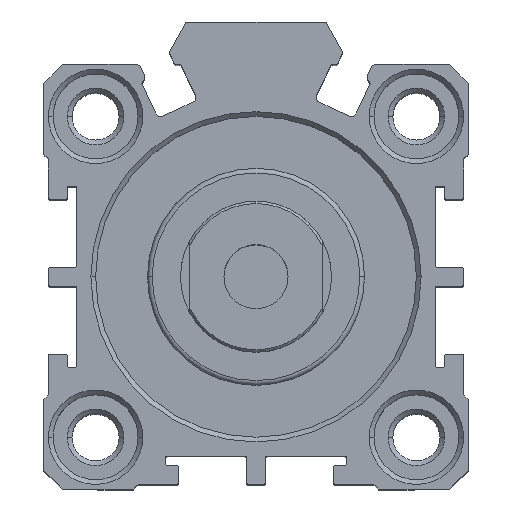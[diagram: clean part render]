
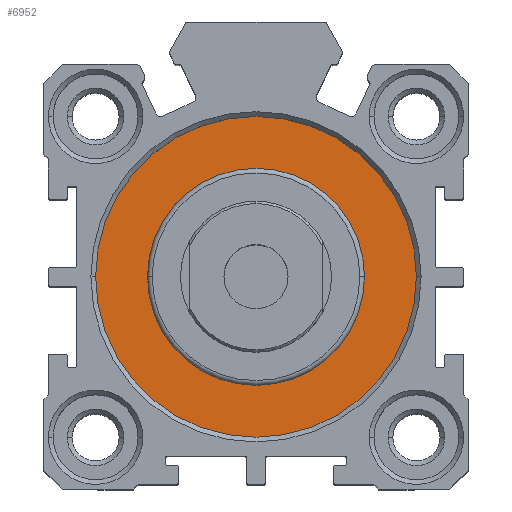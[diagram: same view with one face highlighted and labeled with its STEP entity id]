
A CAD part, top view. The second image highlights one B-rep face of the part: STEP entity #6952.
In plain terms, the highlighted planar face has unit normal (0, 0, 1).
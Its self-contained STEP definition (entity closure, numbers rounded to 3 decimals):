
#22 = ORIENTED_EDGE ( 'NONE', *, *, #2967, .T. ) ;
#202 = VERTEX_POINT ( 'NONE', #1970 ) ;
#283 = DIRECTION ( 'NONE',  ( 0., 0., 1. ) ) ;
#782 = DIRECTION ( 'NONE',  ( 0., 0., 1. ) ) ;
#1056 = DIRECTION ( 'NONE',  ( 1., 0., 0. ) ) ;
#1485 = ORIENTED_EDGE ( 'NONE', *, *, #8002, .F. ) ;
#1487 = CARTESIAN_POINT ( 'NONE',  ( -17., 0., 23.4 ) ) ;
#1647 = PLANE ( 'NONE',  #6923 ) ;
#1828 = CARTESIAN_POINT ( 'NONE',  ( 0., 0., 23.4 ) ) ;
#1892 = FACE_BOUND ( 'NONE', #4447, .T. ) ;
#1970 = CARTESIAN_POINT ( 'NONE',  ( -11.5, 0., 23.4 ) ) ;
#2044 = EDGE_LOOP ( 'NONE', ( #4456, #22 ) ) ;
#2457 = DIRECTION ( 'NONE',  ( 1., 0., 0. ) ) ;
#2520 = VERTEX_POINT ( 'NONE', #1487 ) ;
#2608 = ORIENTED_EDGE ( 'NONE', *, *, #6676, .F. ) ;
#2674 = CIRCLE ( 'NONE', #5084, 11.5 ) ;
#2778 = AXIS2_PLACEMENT_3D ( 'NONE', #4497, #782, #5119 ) ;
#2844 = DIRECTION ( 'NONE',  ( 0., 0., 1. ) ) ;
#2852 = CIRCLE ( 'NONE', #2778, 17. ) ;
#2967 = EDGE_CURVE ( 'NONE', #2520, #7193, #2852, .T. ) ;
#3075 = EDGE_CURVE ( 'NONE', #7193, #2520, #6994, .T. ) ;
#3534 = CARTESIAN_POINT ( 'NONE',  ( 0., 0., 23.4 ) ) ;
#3837 = CIRCLE ( 'NONE', #5014, 11.5 ) ;
#3970 = CARTESIAN_POINT ( 'NONE',  ( 0., 0., 23.4 ) ) ;
#4447 = EDGE_LOOP ( 'NONE', ( #1485, #2608 ) ) ;
#4456 = ORIENTED_EDGE ( 'NONE', *, *, #3075, .T. ) ;
#4497 = CARTESIAN_POINT ( 'NONE',  ( 0., 0., 23.4 ) ) ;
#4606 = DIRECTION ( 'NONE',  ( 1., 0., 0. ) ) ;
#4773 = DIRECTION ( 'NONE',  ( 0., 0., 1. ) ) ;
#5006 = FACE_OUTER_BOUND ( 'NONE', #2044, .T. ) ;
#5014 = AXIS2_PLACEMENT_3D ( 'NONE', #1828, #6155, #2457 ) ;
#5084 = AXIS2_PLACEMENT_3D ( 'NONE', #6527, #2844, #7157 ) ;
#5119 = DIRECTION ( 'NONE',  ( 1., 0., 0. ) ) ;
#6085 = AXIS2_PLACEMENT_3D ( 'NONE', #3970, #283, #4606 ) ;
#6155 = DIRECTION ( 'NONE',  ( 0., 0., 1. ) ) ;
#6527 = CARTESIAN_POINT ( 'NONE',  ( 0., 0., 23.4 ) ) ;
#6676 = EDGE_CURVE ( 'NONE', #7669, #202, #3837, .T. ) ;
#6923 = AXIS2_PLACEMENT_3D ( 'NONE', #3534, #4773, #1056 ) ;
#6952 = ADVANCED_FACE ( 'NONE', ( #1892, #5006 ), #1647, .T. ) ;
#6994 = CIRCLE ( 'NONE', #6085, 17. ) ;
#7157 = DIRECTION ( 'NONE',  ( 1., 0., 0. ) ) ;
#7193 = VERTEX_POINT ( 'NONE', #7574 ) ;
#7423 = CARTESIAN_POINT ( 'NONE',  ( 11.5, 0., 23.4 ) ) ;
#7574 = CARTESIAN_POINT ( 'NONE',  ( 17., 0., 23.4 ) ) ;
#7669 = VERTEX_POINT ( 'NONE', #7423 ) ;
#8002 = EDGE_CURVE ( 'NONE', #202, #7669, #2674, .T. ) ;
